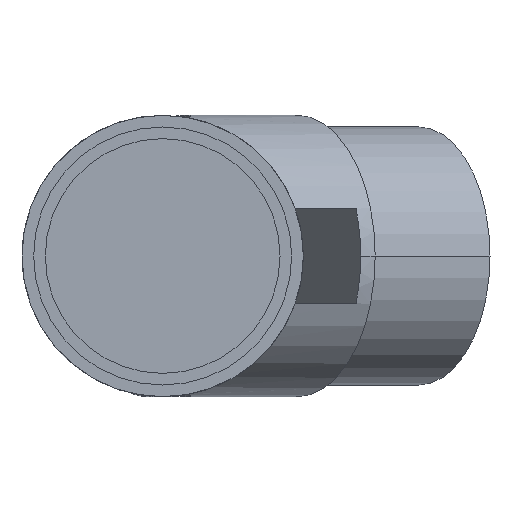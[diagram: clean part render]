
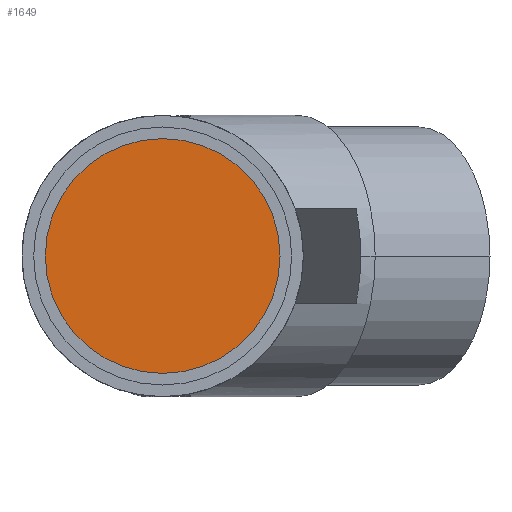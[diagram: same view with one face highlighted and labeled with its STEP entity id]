
A CAD part, left-side view. The second image highlights one B-rep face of the part: STEP entity #1649.
In plain terms, the highlighted planar face has unit normal (-1, 0, 0).
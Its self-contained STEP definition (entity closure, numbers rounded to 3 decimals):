
#90 = EDGE_CURVE ( 'NONE', #1725, #766, #150, .T. ) ;
#150 = CIRCLE ( 'NONE', #971, 20.15 ) ;
#446 = CARTESIAN_POINT ( 'NONE',  ( -29.75, 20.15, 0. ) ) ;
#474 = AXIS2_PLACEMENT_3D ( 'NONE', #1600, #1743, #1764 ) ;
#598 = ORIENTED_EDGE ( 'NONE', *, *, #90, .T. ) ;
#721 = FACE_OUTER_BOUND ( 'NONE', #1281, .T. ) ;
#766 = VERTEX_POINT ( 'NONE', #840 ) ;
#770 = CARTESIAN_POINT ( 'NONE',  ( -29.75, 0., 20.15 ) ) ;
#783 = PLANE ( 'NONE',  #862 ) ;
#840 = CARTESIAN_POINT ( 'NONE',  ( -29.75, 0., -20.15 ) ) ;
#862 = AXIS2_PLACEMENT_3D ( 'NONE', #446, #1711, #1835 ) ;
#971 = AXIS2_PLACEMENT_3D ( 'NONE', #1993, #1384, #1685 ) ;
#1281 = EDGE_LOOP ( 'NONE', ( #598, #1308 ) ) ;
#1308 = ORIENTED_EDGE ( 'NONE', *, *, #1889, .T. ) ;
#1350 = CIRCLE ( 'NONE', #474, 20.15 ) ;
#1384 = DIRECTION ( 'NONE',  ( -1., 0., 0. ) ) ;
#1600 = CARTESIAN_POINT ( 'NONE',  ( -29.75, 0., 0. ) ) ;
#1649 = ADVANCED_FACE ( 'NONE', ( #721 ), #783, .F. ) ;
#1685 = DIRECTION ( 'NONE',  ( 0., 0., 1. ) ) ;
#1711 = DIRECTION ( 'NONE',  ( 1., 0., 0. ) ) ;
#1725 = VERTEX_POINT ( 'NONE', #770 ) ;
#1743 = DIRECTION ( 'NONE',  ( -1., 0., 0. ) ) ;
#1764 = DIRECTION ( 'NONE',  ( 0., 0., 1. ) ) ;
#1835 = DIRECTION ( 'NONE',  ( 0., 0., -1. ) ) ;
#1889 = EDGE_CURVE ( 'NONE', #766, #1725, #1350, .T. ) ;
#1993 = CARTESIAN_POINT ( 'NONE',  ( -29.75, 0., 0. ) ) ;
